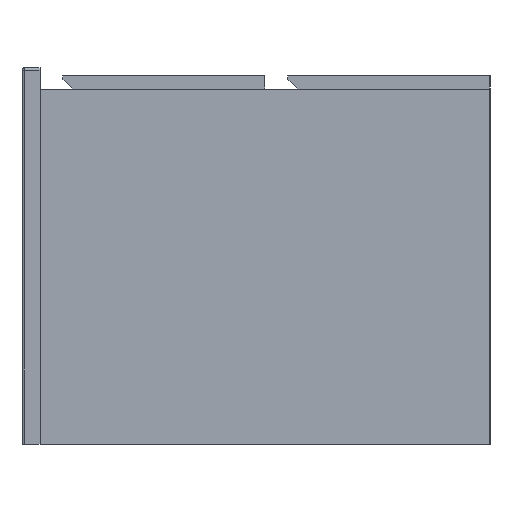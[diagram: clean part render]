
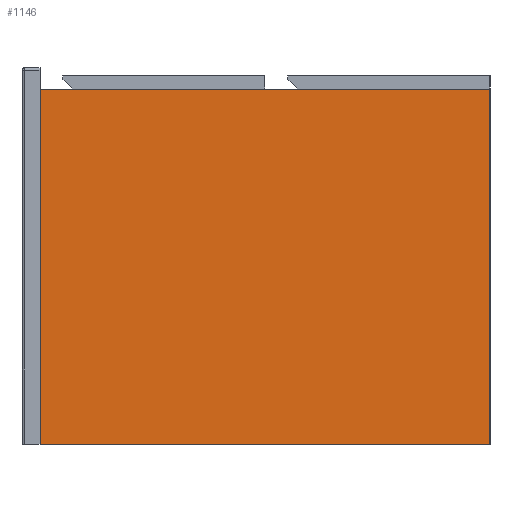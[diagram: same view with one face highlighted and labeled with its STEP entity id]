
A CAD part, left-side view. The second image highlights one B-rep face of the part: STEP entity #1146.
In plain terms, the highlighted planar face has unit normal (-1, 0, 0).
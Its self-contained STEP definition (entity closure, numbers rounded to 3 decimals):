
#213 = DIRECTION ( 'NONE',  ( 0., 1., 0. ) ) ;
#225 = DIRECTION ( 'NONE',  ( 0., -1., 0. ) ) ;
#238 = CARTESIAN_POINT ( 'NONE',  ( -369., 275., 434. ) ) ;
#487 = EDGE_CURVE ( 'NONE', #1564, #3065, #3126, .T. ) ;
#490 = VECTOR ( 'NONE', #1013, 1000. ) ;
#495 = DIRECTION ( 'NONE',  ( -1., 0., 0. ) ) ;
#569 = CARTESIAN_POINT ( 'NONE',  ( -369., -275., 434. ) ) ;
#670 = VECTOR ( 'NONE', #1942, 1000. ) ;
#737 = CARTESIAN_POINT ( 'NONE',  ( -369., -275., 434. ) ) ;
#830 = VERTEX_POINT ( 'NONE', #3204 ) ;
#955 = EDGE_CURVE ( 'NONE', #2226, #830, #3261, .T. ) ;
#1013 = DIRECTION ( 'NONE',  ( 0., 0., -1. ) ) ;
#1085 = VECTOR ( 'NONE', #213, 1000. ) ;
#1092 = EDGE_CURVE ( 'NONE', #830, #3065, #2913, .T. ) ;
#1146 = ADVANCED_FACE ( 'NONE', ( #2219 ), #1747, .T. ) ;
#1204 = EDGE_CURVE ( 'NONE', #2226, #1564, #2782, .T. ) ;
#1217 = EDGE_LOOP ( 'NONE', ( #2656, #1370, #3007, #1707 ) ) ;
#1370 = ORIENTED_EDGE ( 'NONE', *, *, #1204, .F. ) ;
#1482 = AXIS2_PLACEMENT_3D ( 'NONE', #238, #495, #225 ) ;
#1564 = VERTEX_POINT ( 'NONE', #1734 ) ;
#1707 = ORIENTED_EDGE ( 'NONE', *, *, #1092, .T. ) ;
#1726 = CARTESIAN_POINT ( 'NONE',  ( -369., 275., 434. ) ) ;
#1734 = CARTESIAN_POINT ( 'NONE',  ( -369., -275., 0. ) ) ;
#1747 = PLANE ( 'NONE',  #1482 ) ;
#1942 = DIRECTION ( 'NONE',  ( 0., 1., 0. ) ) ;
#2137 = CARTESIAN_POINT ( 'NONE',  ( -369., 275., 0. ) ) ;
#2219 = FACE_OUTER_BOUND ( 'NONE', #1217, .T. ) ;
#2226 = VERTEX_POINT ( 'NONE', #569 ) ;
#2283 = CARTESIAN_POINT ( 'NONE',  ( -369., 275., 0. ) ) ;
#2656 = ORIENTED_EDGE ( 'NONE', *, *, #487, .F. ) ;
#2782 = LINE ( 'NONE', #737, #3052 ) ;
#2798 = DIRECTION ( 'NONE',  ( 0., 0., -1. ) ) ;
#2913 = LINE ( 'NONE', #3313, #490 ) ;
#3007 = ORIENTED_EDGE ( 'NONE', *, *, #955, .T. ) ;
#3052 = VECTOR ( 'NONE', #2798, 1000. ) ;
#3065 = VERTEX_POINT ( 'NONE', #2137 ) ;
#3126 = LINE ( 'NONE', #2283, #1085 ) ;
#3204 = CARTESIAN_POINT ( 'NONE',  ( -369., 275., 434. ) ) ;
#3261 = LINE ( 'NONE', #1726, #670 ) ;
#3313 = CARTESIAN_POINT ( 'NONE',  ( -369., 275., 434. ) ) ;
